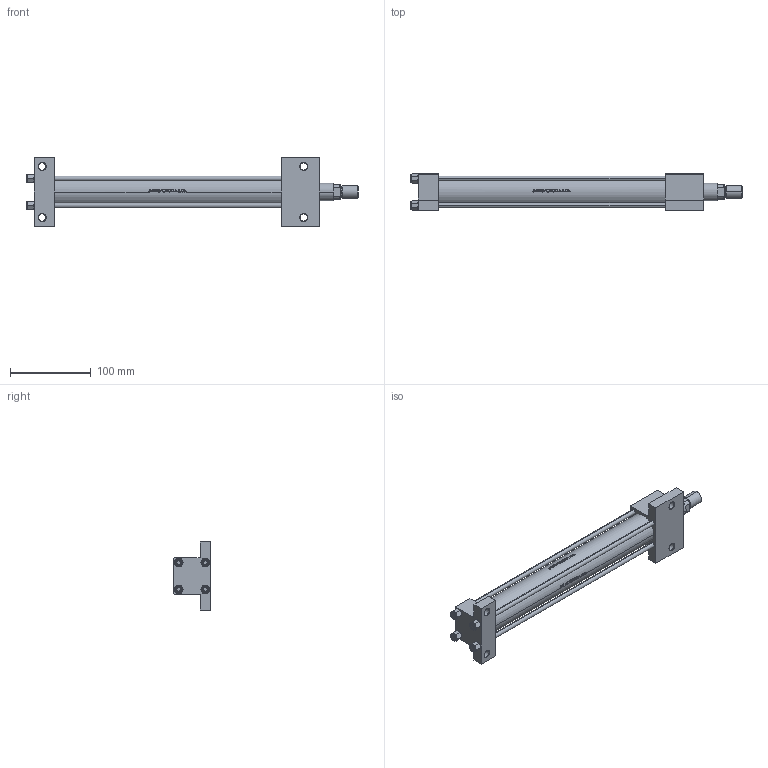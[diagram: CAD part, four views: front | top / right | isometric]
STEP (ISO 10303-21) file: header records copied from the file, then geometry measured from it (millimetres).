
FILE_DESCRIPTION (( 'STEP AP203' ), '1' );
FILE_NAME ('463f.STEP', '2022-04-14T09:25:10', ( '' ), ( '' ), 'SwSTEP 2.0', 'SolidWorks 2019', '' );
FILE_SCHEMA (( 'CONFIG_CONTROL_DESIGN' ));
Length unit declared in the file: millimetre
Products named in the file (7): NUT_M5_G 0b4b839d66498cd37ff4347588d235ca; 463f; V215CR_VCP_G 0b4b839d66498cd37ff4347588d235ca; V215_VC_A 0b4b839d66498cd37ff4347588d235ca; V215CR_G_Body 0b4b839d66498cd37ff4347588d235ca; ROD_END_AH 0b4b839d66498cd37ff4347588d235ca; V215CR_G_TYCINKA 0b4b839d66498cd37ff4347588d235ca
Assembly tree (16 placements, depth 2):
  463f
    V215CR_G_Body 0b4b839d66498cd37ff4347588d235ca
    V215CR_VCP_G 0b4b839d66498cd37ff4347588d235ca
    V215CR_G_TYCINKA 0b4b839d66498cd37ff4347588d235ca  x6
    NUT_M5_G 0b4b839d66498cd37ff4347588d235ca  x6
    V215_VC_A 0b4b839d66498cd37ff4347588d235ca
    ROD_END_AH 0b4b839d66498cd37ff4347588d235ca
Bounding box: 410 x 45 x 84 mm (x, y, z)
Volume: 457066.7 mm3; surface area: 177683.2 mm2
Topology: 16 solids, 16 shells, 1182 faces, 2946 edges, 1877 vertices
Faces by surface type: plane 455, bspline 380, cone 192, cylinder 141, torus 14
Entity records: 48005 total; most frequent: CARTESIAN_POINT 25919, ORIENTED_EDGE 5048, DIRECTION 3116, EDGE_CURVE 2524, VERTEX_POINT 1637, LINE 1304, VECTOR 1304, EDGE_LOOP 1079
